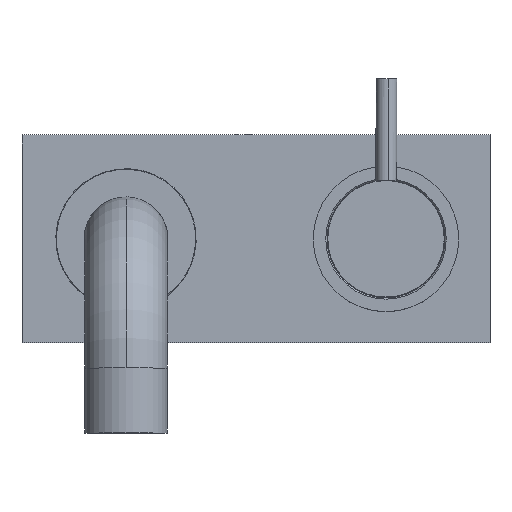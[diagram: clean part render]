
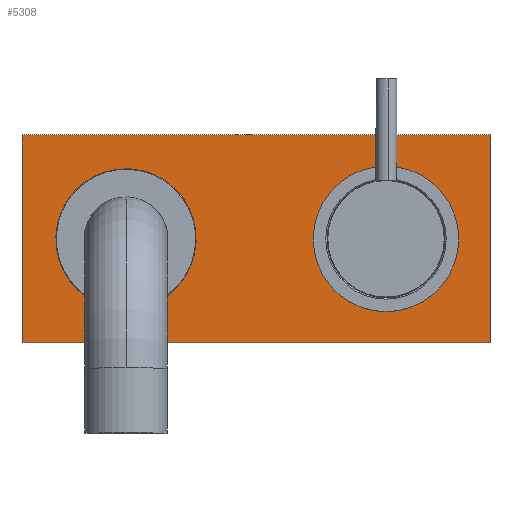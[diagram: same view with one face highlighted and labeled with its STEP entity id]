
A CAD part, top view. The second image highlights one B-rep face of the part: STEP entity #5308.
In plain terms, the highlighted planar face has unit normal (0, 0, 1).
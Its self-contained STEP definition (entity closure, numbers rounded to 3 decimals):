
#125 = ORIENTED_EDGE ( 'NONE', *, *, #8949, .F. ) ;
#341 = DIRECTION ( 'NONE',  ( 0., 1., 0. ) ) ;
#473 = VERTEX_POINT ( 'NONE', #14829 ) ;
#863 = CIRCLE ( 'NONE', #1424, 27. ) ;
#968 = AXIS2_PLACEMENT_3D ( 'NONE', #3268, #12355, #4553 ) ;
#1106 = ORIENTED_EDGE ( 'NONE', *, *, #3608, .F. ) ;
#1424 = AXIS2_PLACEMENT_3D ( 'NONE', #10517, #2734, #11818 ) ;
#1593 = LINE ( 'NONE', #13231, #5026 ) ;
#1692 = CARTESIAN_POINT ( 'NONE',  ( 50., 0., 57.3 ) ) ;
#2244 = EDGE_CURVE ( 'NONE', #9249, #2586, #7176, .T. ) ;
#2266 = CARTESIAN_POINT ( 'NONE',  ( -90., 40., 57.3 ) ) ;
#2329 = DIRECTION ( 'NONE',  ( 0., -1., 0. ) ) ;
#2539 = ORIENTED_EDGE ( 'NONE', *, *, #15917, .T. ) ;
#2586 = VERTEX_POINT ( 'NONE', #7946 ) ;
#2679 = FACE_BOUND ( 'NONE', #12928, .T. ) ;
#2734 = DIRECTION ( 'NONE',  ( 0., 0., -1. ) ) ;
#3007 = DIRECTION ( 'NONE',  ( 1., 0., 0. ) ) ;
#3169 = CIRCLE ( 'NONE', #7142, 28. ) ;
#3268 = CARTESIAN_POINT ( 'NONE',  ( 50., 0., 57.3 ) ) ;
#3324 = EDGE_CURVE ( 'NONE', #8972, #13072, #3169, .T. ) ;
#3441 = DIRECTION ( 'NONE',  ( 0., 0., -1. ) ) ;
#3608 = EDGE_CURVE ( 'NONE', #13496, #473, #12695, .T. ) ;
#4138 = DIRECTION ( 'NONE',  ( -1., 0., 0. ) ) ;
#4178 = ORIENTED_EDGE ( 'NONE', *, *, #2244, .T. ) ;
#4530 = LINE ( 'NONE', #2266, #7974 ) ;
#4553 = DIRECTION ( 'NONE',  ( 1., 0., 0. ) ) ;
#4584 = VERTEX_POINT ( 'NONE', #6872 ) ;
#4847 = CARTESIAN_POINT ( 'NONE',  ( 90., 40., 57.3 ) ) ;
#5008 = CARTESIAN_POINT ( 'NONE',  ( -90., -40., 57.3 ) ) ;
#5026 = VECTOR ( 'NONE', #4138, 1000. ) ;
#5308 = ADVANCED_FACE ( 'NONE', ( #6514, #12625, #2679 ), #7836, .T. ) ;
#5583 = LINE ( 'NONE', #15831, #15936 ) ;
#5770 = VECTOR ( 'NONE', #2329, 1000. ) ;
#5804 = CARTESIAN_POINT ( 'NONE',  ( 50., -28., 57.3 ) ) ;
#6514 = FACE_OUTER_BOUND ( 'NONE', #10459, .T. ) ;
#6578 = DIRECTION ( 'NONE',  ( 0., 0., 1. ) ) ;
#6872 = CARTESIAN_POINT ( 'NONE',  ( -90., 40., 57.3 ) ) ;
#6881 = CIRCLE ( 'NONE', #968, 28. ) ;
#7142 = AXIS2_PLACEMENT_3D ( 'NONE', #1692, #10776, #3007 ) ;
#7176 = CIRCLE ( 'NONE', #9485, 27. ) ;
#7770 = CARTESIAN_POINT ( 'NONE',  ( -68.466, -19.698, 57.3 ) ) ;
#7836 = PLANE ( 'NONE',  #13190 ) ;
#7946 = CARTESIAN_POINT ( 'NONE',  ( -31.534, 19.698, 57.3 ) ) ;
#7974 = VECTOR ( 'NONE', #10047, 1000. ) ;
#8949 = EDGE_CURVE ( 'NONE', #13072, #8972, #6881, .T. ) ;
#8972 = VERTEX_POINT ( 'NONE', #5804 ) ;
#9249 = VERTEX_POINT ( 'NONE', #7770 ) ;
#9310 = EDGE_CURVE ( 'NONE', #473, #11030, #1593, .T. ) ;
#9485 = AXIS2_PLACEMENT_3D ( 'NONE', #11230, #3441, #12533 ) ;
#10047 = DIRECTION ( 'NONE',  ( 1., 0., 0. ) ) ;
#10286 = ORIENTED_EDGE ( 'NONE', *, *, #9310, .F. ) ;
#10459 = EDGE_LOOP ( 'NONE', ( #1106, #14069, #12489, #10286 ) ) ;
#10512 = CARTESIAN_POINT ( 'NONE',  ( 90., 40., 57.3 ) ) ;
#10517 = CARTESIAN_POINT ( 'NONE',  ( -50., 0., 57.3 ) ) ;
#10776 = DIRECTION ( 'NONE',  ( 0., 0., 1. ) ) ;
#11030 = VERTEX_POINT ( 'NONE', #5008 ) ;
#11230 = CARTESIAN_POINT ( 'NONE',  ( -50., 0., 57.3 ) ) ;
#11435 = EDGE_LOOP ( 'NONE', ( #2539, #4178 ) ) ;
#11818 = DIRECTION ( 'NONE',  ( 0.684, 0.73, 0. ) ) ;
#12355 = DIRECTION ( 'NONE',  ( 0., 0., 1. ) ) ;
#12489 = ORIENTED_EDGE ( 'NONE', *, *, #14580, .F. ) ;
#12533 = DIRECTION ( 'NONE',  ( 0.684, 0.73, 0. ) ) ;
#12568 = ORIENTED_EDGE ( 'NONE', *, *, #3324, .F. ) ;
#12625 = FACE_BOUND ( 'NONE', #11435, .T. ) ;
#12695 = LINE ( 'NONE', #4847, #5770 ) ;
#12928 = EDGE_LOOP ( 'NONE', ( #12568, #125 ) ) ;
#13072 = VERTEX_POINT ( 'NONE', #13402 ) ;
#13190 = AXIS2_PLACEMENT_3D ( 'NONE', #14365, #6578, #15641 ) ;
#13231 = CARTESIAN_POINT ( 'NONE',  ( -90., -40., 57.3 ) ) ;
#13402 = CARTESIAN_POINT ( 'NONE',  ( 50., 28., 57.3 ) ) ;
#13496 = VERTEX_POINT ( 'NONE', #10512 ) ;
#14069 = ORIENTED_EDGE ( 'NONE', *, *, #15125, .F. ) ;
#14365 = CARTESIAN_POINT ( 'NONE',  ( 0., 0., 57.3 ) ) ;
#14580 = EDGE_CURVE ( 'NONE', #11030, #4584, #5583, .T. ) ;
#14829 = CARTESIAN_POINT ( 'NONE',  ( 90., -40., 57.3 ) ) ;
#15125 = EDGE_CURVE ( 'NONE', #4584, #13496, #4530, .T. ) ;
#15641 = DIRECTION ( 'NONE',  ( 1., 0., 0. ) ) ;
#15831 = CARTESIAN_POINT ( 'NONE',  ( -90., 40., 57.3 ) ) ;
#15917 = EDGE_CURVE ( 'NONE', #2586, #9249, #863, .T. ) ;
#15936 = VECTOR ( 'NONE', #341, 1000. ) ;
